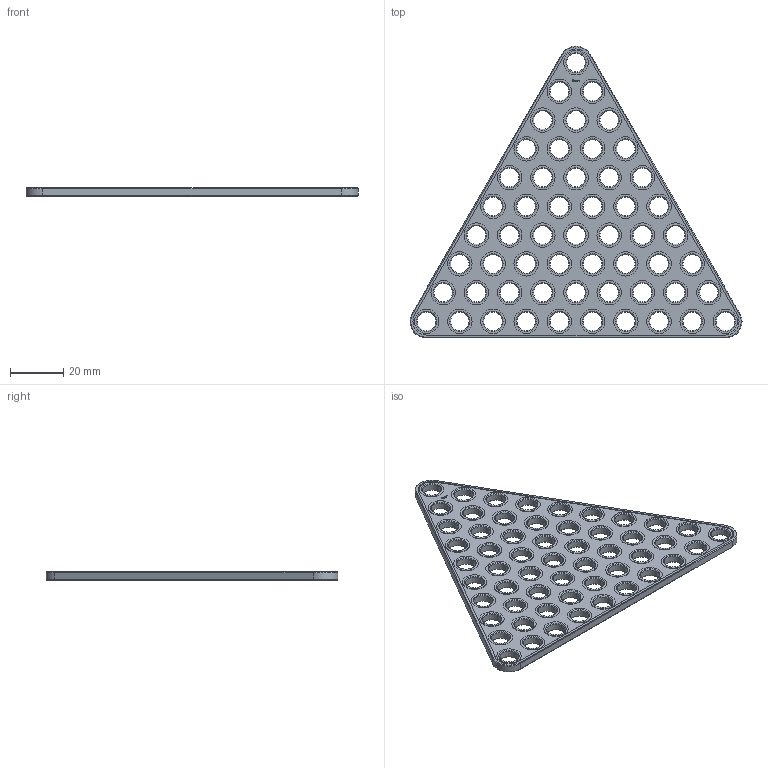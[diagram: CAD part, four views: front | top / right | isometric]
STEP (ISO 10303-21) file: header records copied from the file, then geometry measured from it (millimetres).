
FILE_DESCRIPTION(('FreeCAD Model'),'2;1');
FILE_NAME('Open CASCADE Shape Model','2024-01-31T12:56:42',(''),(''), 'Open CASCADE STEP processor 7.6','FreeCAD','Unknown');
FILE_SCHEMA(('AUTOMOTIVE_DESIGN { 1 0 10303 214 1 1 1 1 }'));
Length unit declared in the file: millimetre
Products named in the file (1): Plate TRI CRNR BU10x00.25 - SPN-PLT-0021 (stemfie.org)
Bounding box: 125 x 109.93 x 3.12 mm (x, y, z)
Volume: 16611.8 mm3; surface area: 15996.7 mm2
Topology: 1 solids, 1 shells, 739 faces, 1828 edges, 1178 vertices
Faces by surface type: plane 375, extrusion 132, cylinder 116, cone 116
Full cylindrical faces by diameter (mm): 7 x55, 9.2 x55
Entity records: 47049 total; most frequent: CARTESIAN_POINT 10501, DIRECTION 6410, VECTOR 4376, LINE 4244, ORIENTED_EDGE 3656, PCURVE 3656, DEFINITIONAL_REPRESENTATION 3656, EDGE_CURVE 1828
